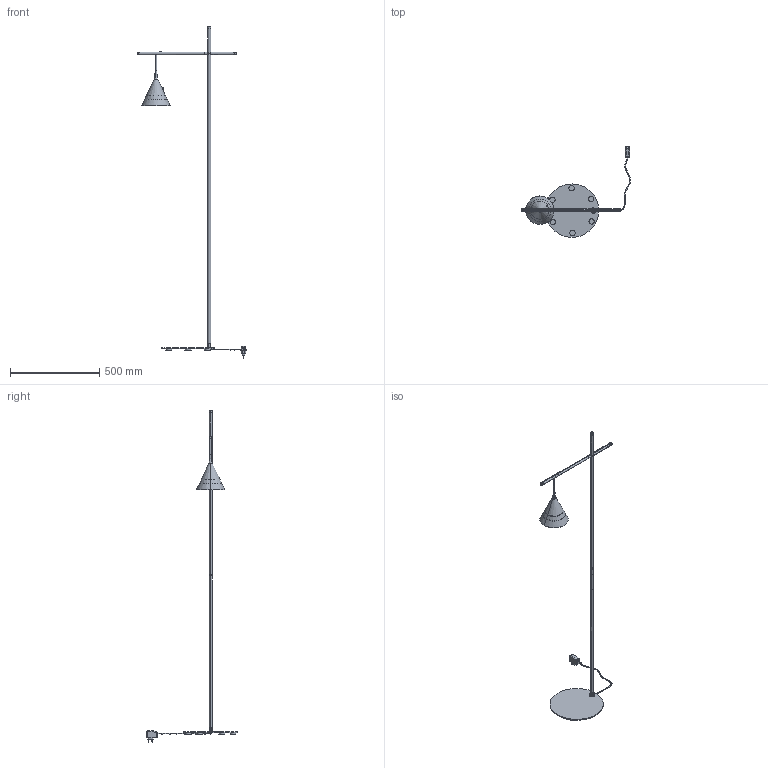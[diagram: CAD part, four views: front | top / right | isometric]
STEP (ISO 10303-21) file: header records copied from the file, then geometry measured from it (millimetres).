
FILE_DESCRIPTION (( 'STEP AP214' ), '1' );
FILE_NAME ('CONO_150_LETTURA.STEP', '2020-08-12T10:10:55', ( '' ), ( '' ), 'SwSTEP 2.0', 'SolidWorks 2014', '' );
FILE_SCHEMA (( 'AUTOMOTIVE_DESIGN' ));
Length unit declared in the file: millimetre
Products named in the file (68): 050FXS_009; 050FXS_005; dado basso M13X1_sp4; TIGE_FILETTATA_M8X1; 048PXS_008; 050FXS_002; 050FXS_006; 016FM_009; 004TM_010; 048PXS_005; 048PXS_007; vite tc m3x4 croce; 050FXS_001; capocorda occh d 3; guaina_termo_d10_100mm; 050FXS_008; 050FXS_003; 049FXS_002; CG100_STELO_LETTURA_1; rondella dentellata d 13 int; grano_plast_m5x6_taglio_cacc; 050FXS_011; 049FXS_003; 050FXS_004; 048PXS_009; CAVO4X0,5_TESSUTO_NERO_2; CONO_150_LETTURA; EMC_driver_18W_spina_con_cavo; 050FXS_007; 048PXS_004; 050FXS_010
Assembly tree (38 placements, depth 3):
  050FXS_009
  048PXS_008
  dado basso M13X1_sp4
  004TM_010
  050FXS_009
Bounding box: 612.73 x 509.08 x 1863.81 mm (x, y, z)
Volume: 890581.7 mm3; surface area: 574935.3 mm2
Topology: 37 solids, 37 shells, 1274 faces, 3019 edges, 1945 vertices
Faces by surface type: plane 883, cylinder 235, cone 97, torus 48, bspline 7, sphere 4
Entity records: 39473 total; most frequent: CARTESIAN_POINT 9150, ORIENTED_EDGE 5810, DIRECTION 5754, EDGE_CURVE 2905, VECTOR 2160, LINE 2160, VERTEX_POINT 1877, AXIS2_PLACEMENT_3D 1797
